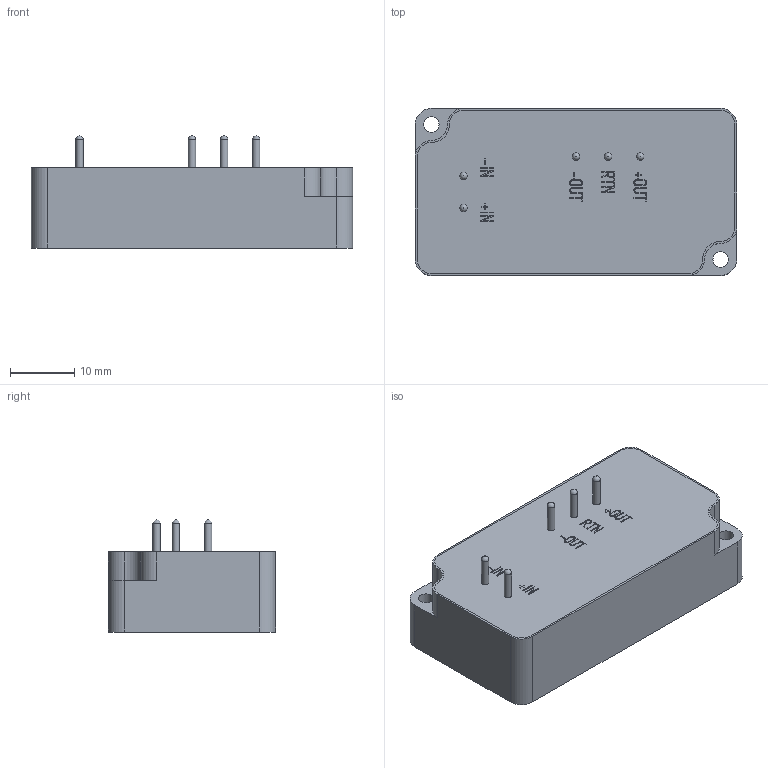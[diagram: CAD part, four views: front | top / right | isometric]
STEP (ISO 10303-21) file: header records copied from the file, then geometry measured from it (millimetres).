
FILE_DESCRIPTION(/* description */ ('Unknown'),/* implementation_level */ '2;1');
FILE_NAME(/* name */ 'M7879001',/* time_stamp */ '2020-04-17T15:32:42-04:00',/* author */ ('Unknown'),/* organization */ ('Unknown'),/* preprocessor_version */ 'ST-DEVELOPER v16.7',/* originating_system */ 'DEX',/* authorisation */ $);
FILE_SCHEMA (('CONFIG_CONTROL_DESIGN'));
Length unit declared in the file: millimetre
Products named in the file (1): M7879001
Bounding box: 50 x 26 x 17.43 mm (x, y, z)
Volume: 15903.1 mm3; surface area: 4608.4 mm2
Topology: 1 solids, 1 shells, 175 faces, 453 edges, 306 vertices
Faces by surface type: plane 140, cylinder 17, bspline 11, torus 5, cone 2
Full cylindrical faces by diameter (mm): 1.15 x5, 2.4 x2
Entity records: 7230 total; most frequent: CARTESIAN_POINT 2236, ORIENTED_EDGE 856, DIRECTION 573, EDGE_CURVE 428, VERTEX_POINT 299, B_SPLINE_CURVE_WITH_KNOTS 234, EDGE_LOOP 223, FACE_BOUND 223
